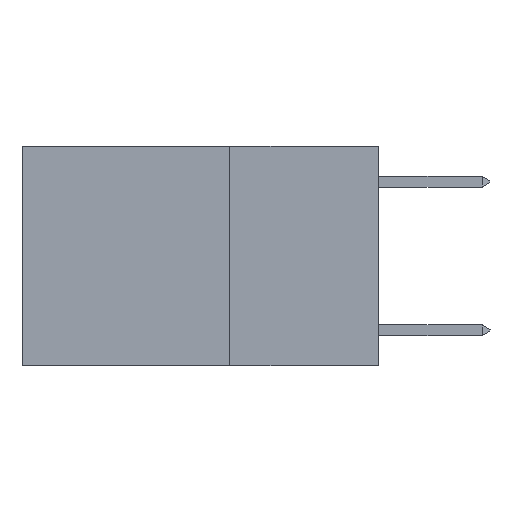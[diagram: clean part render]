
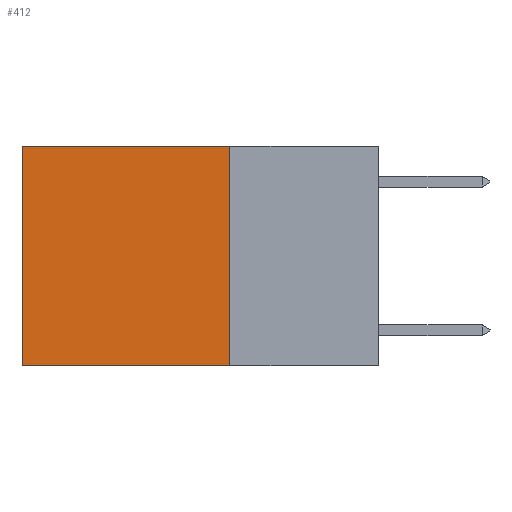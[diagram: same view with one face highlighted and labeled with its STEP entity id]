
A CAD part, left-side view. The second image highlights one B-rep face of the part: STEP entity #412.
In plain terms, the highlighted planar face has unit normal (-1, 0, 0).
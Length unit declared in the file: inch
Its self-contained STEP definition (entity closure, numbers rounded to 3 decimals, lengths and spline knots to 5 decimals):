
#51 = CARTESIAN_POINT ( 'NONE',  ( 0.2625, 0.6, -0.37 ) ) ;
#343 = VECTOR ( 'NONE', #8651, 39.37008 ) ;
#412 = ADVANCED_FACE ( 'NONE', ( #2567 ), #6904, .F. ) ;
#577 = ORIENTED_EDGE ( 'NONE', *, *, #5938, .F. ) ;
#648 = CARTESIAN_POINT ( 'NONE',  ( 0.2625, 0.25, 0. ) ) ;
#839 = LINE ( 'NONE', #2994, #10436 ) ;
#1242 = ORIENTED_EDGE ( 'NONE', *, *, #7578, .T. ) ;
#1981 = VERTEX_POINT ( 'NONE', #4879 ) ;
#1997 = VECTOR ( 'NONE', #8534, 39.37008 ) ;
#2567 = FACE_OUTER_BOUND ( 'NONE', #4061, .T. ) ;
#2994 = CARTESIAN_POINT ( 'NONE',  ( 0.2625, 0.25, -0.37 ) ) ;
#4061 = EDGE_LOOP ( 'NONE', ( #10215, #577, #8212, #1242 ) ) ;
#4531 = LINE ( 'NONE', #9349, #1997 ) ;
#4879 = CARTESIAN_POINT ( 'NONE',  ( 0.2625, 0.25, -0.37 ) ) ;
#5442 = EDGE_CURVE ( 'NONE', #7982, #1981, #8316, .T. ) ;
#5478 = VERTEX_POINT ( 'NONE', #8688 ) ;
#5859 = CARTESIAN_POINT ( 'NONE',  ( 0.2625, 0.25, 0. ) ) ;
#5938 = EDGE_CURVE ( 'NONE', #1981, #9297, #839, .T. ) ;
#5996 = AXIS2_PLACEMENT_3D ( 'NONE', #11723, #10928, #11360 ) ;
#6904 = PLANE ( 'NONE',  #5996 ) ;
#7578 = EDGE_CURVE ( 'NONE', #7982, #5478, #11479, .T. ) ;
#7982 = VERTEX_POINT ( 'NONE', #648 ) ;
#8212 = ORIENTED_EDGE ( 'NONE', *, *, #5442, .F. ) ;
#8316 = LINE ( 'NONE', #5859, #343 ) ;
#8534 = DIRECTION ( 'NONE',  ( 0., 0., -1. ) ) ;
#8651 = DIRECTION ( 'NONE',  ( 0., 0., -1. ) ) ;
#8688 = CARTESIAN_POINT ( 'NONE',  ( 0.2625, 0.6, 0. ) ) ;
#9297 = VERTEX_POINT ( 'NONE', #51 ) ;
#9349 = CARTESIAN_POINT ( 'NONE',  ( 0.2625, 0.6, 0. ) ) ;
#10215 = ORIENTED_EDGE ( 'NONE', *, *, #11380, .T. ) ;
#10236 = DIRECTION ( 'NONE',  ( 0., 1., 0. ) ) ;
#10246 = DIRECTION ( 'NONE',  ( 0., 1., 0. ) ) ;
#10436 = VECTOR ( 'NONE', #10246, 39.37008 ) ;
#10928 = DIRECTION ( 'NONE',  ( 1., 0., 0. ) ) ;
#11224 = VECTOR ( 'NONE', #10236, 39.37008 ) ;
#11360 = DIRECTION ( 'NONE',  ( 0., 0., -1. ) ) ;
#11380 = EDGE_CURVE ( 'NONE', #5478, #9297, #4531, .T. ) ;
#11479 = LINE ( 'NONE', #11905, #11224 ) ;
#11723 = CARTESIAN_POINT ( 'NONE',  ( 0.2625, 0.25, 0. ) ) ;
#11905 = CARTESIAN_POINT ( 'NONE',  ( 0.2625, 0.25, 0. ) ) ;
